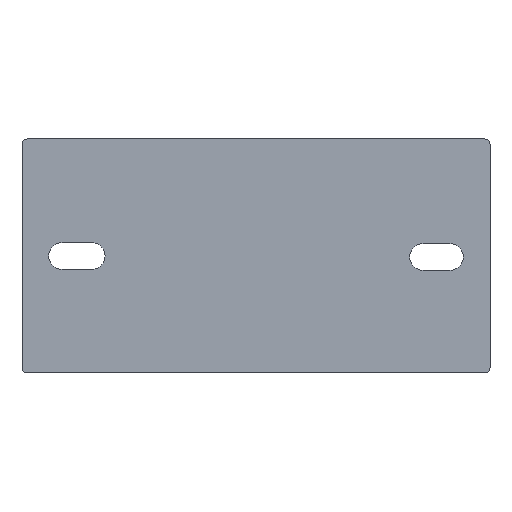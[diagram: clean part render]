
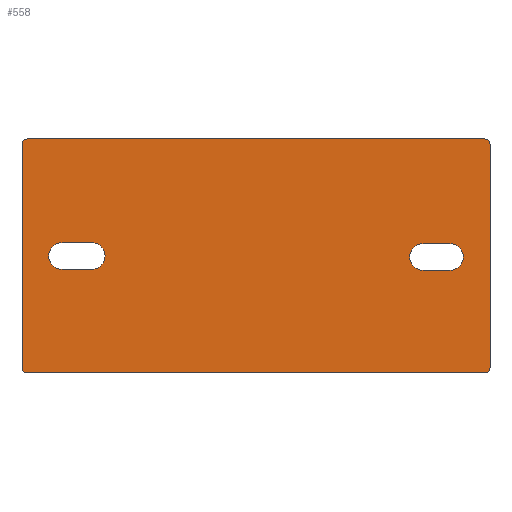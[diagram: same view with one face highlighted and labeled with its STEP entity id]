
A CAD part, front view. The second image highlights one B-rep face of the part: STEP entity #558.
In plain terms, the highlighted planar face has unit normal (0, -1, 0).
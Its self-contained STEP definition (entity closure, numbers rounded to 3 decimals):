
#2 = CARTESIAN_POINT ( 'NONE',  ( 0., 0., 0. ) ) ;
#9 = ORIENTED_EDGE ( 'NONE', *, *, #96, .T. ) ;
#12 = CARTESIAN_POINT ( 'NONE',  ( -70., 0., 33.5 ) ) ;
#19 = LINE ( 'NONE', #1164, #318 ) ;
#33 = LINE ( 'NONE', #519, #541 ) ;
#38 = ORIENTED_EDGE ( 'NONE', *, *, #222, .F. ) ;
#61 = DIRECTION ( 'NONE',  ( 0., 0., -1. ) ) ;
#64 = CARTESIAN_POINT ( 'NONE',  ( 50., 0., 3.73 ) ) ;
#70 = EDGE_CURVE ( 'NONE', #718, #740, #730, .T. ) ;
#82 = ORIENTED_EDGE ( 'NONE', *, *, #827, .T. ) ;
#87 = DIRECTION ( 'NONE',  ( 0., -1., 0. ) ) ;
#89 = DIRECTION ( 'NONE',  ( 0., 0., 1. ) ) ;
#94 = LINE ( 'NONE', #284, #818 ) ;
#96 = EDGE_CURVE ( 'NONE', #604, #670, #748, .T. ) ;
#104 = VERTEX_POINT ( 'NONE', #12 ) ;
#136 = CIRCLE ( 'NONE', #879, 1.5 ) ;
#139 = CARTESIAN_POINT ( 'NONE',  ( 70., 0., -35. ) ) ;
#147 = DIRECTION ( 'NONE',  ( -1., 0., 0. ) ) ;
#148 = CIRCLE ( 'NONE', #436, 4. ) ;
#150 = AXIS2_PLACEMENT_3D ( 'NONE', #1206, #647, #912 ) ;
#152 = VERTEX_POINT ( 'NONE', #771 ) ;
#156 = AXIS2_PLACEMENT_3D ( 'NONE', #281, #930, #831 ) ;
#171 = VERTEX_POINT ( 'NONE', #64 ) ;
#197 = DIRECTION ( 'NONE',  ( -1., 0., 0. ) ) ;
#205 = ORIENTED_EDGE ( 'NONE', *, *, #294, .T. ) ;
#207 = CARTESIAN_POINT ( 'NONE',  ( 70., 0., -33.5 ) ) ;
#215 = DIRECTION ( 'NONE',  ( 1., 0., 0. ) ) ;
#222 = EDGE_CURVE ( 'NONE', #152, #104, #1148, .T. ) ;
#229 = ORIENTED_EDGE ( 'NONE', *, *, #678, .F. ) ;
#246 = AXIS2_PLACEMENT_3D ( 'NONE', #2, #561, #770 ) ;
#269 = FACE_OUTER_BOUND ( 'NONE', #365, .T. ) ;
#273 = CARTESIAN_POINT ( 'NONE',  ( 68.5, 0., -33.5 ) ) ;
#278 = DIRECTION ( 'NONE',  ( 0., -1., 0. ) ) ;
#279 = CIRCLE ( 'NONE', #665, 4. ) ;
#280 = PLANE ( 'NONE',  #246 ) ;
#281 = CARTESIAN_POINT ( 'NONE',  ( -58., 0., 0. ) ) ;
#284 = CARTESIAN_POINT ( 'NONE',  ( 50., 0., 3.73 ) ) ;
#290 = DIRECTION ( 'NONE',  ( 0., -1., 0. ) ) ;
#294 = EDGE_CURVE ( 'NONE', #1000, #718, #33, .T. ) ;
#299 = LINE ( 'NONE', #491, #520 ) ;
#313 = VERTEX_POINT ( 'NONE', #609 ) ;
#315 = CIRCLE ( 'NONE', #738, 1.5 ) ;
#318 = VECTOR ( 'NONE', #1070, 1000. ) ;
#328 = VERTEX_POINT ( 'NONE', #795 ) ;
#331 = CARTESIAN_POINT ( 'NONE',  ( 58., 0., 3.73 ) ) ;
#338 = ORIENTED_EDGE ( 'NONE', *, *, #674, .T. ) ;
#360 = CARTESIAN_POINT ( 'NONE',  ( 68.5, 0., -35. ) ) ;
#365 = EDGE_LOOP ( 'NONE', ( #38, #1023, #833, #686, #1117, #9, #229, #411 ) ) ;
#406 = VECTOR ( 'NONE', #61, 1000. ) ;
#411 = ORIENTED_EDGE ( 'NONE', *, *, #1194, .T. ) ;
#418 = ORIENTED_EDGE ( 'NONE', *, *, #800, .T. ) ;
#434 = CARTESIAN_POINT ( 'NONE',  ( -58., 0., 4. ) ) ;
#436 = AXIS2_PLACEMENT_3D ( 'NONE', #474, #480, #1222 ) ;
#437 = CARTESIAN_POINT ( 'NONE',  ( 50., 0., -4.27 ) ) ;
#446 = DIRECTION ( 'NONE',  ( 0., 0., 1. ) ) ;
#459 = CARTESIAN_POINT ( 'NONE',  ( 70., 0., 33.5 ) ) ;
#471 = VERTEX_POINT ( 'NONE', #630 ) ;
#474 = CARTESIAN_POINT ( 'NONE',  ( 50., 0., -0.27 ) ) ;
#480 = DIRECTION ( 'NONE',  ( 0., 1., 0. ) ) ;
#486 = CARTESIAN_POINT ( 'NONE',  ( 58., 0., -0.27 ) ) ;
#488 = DIRECTION ( 'NONE',  ( 0., 0., 1. ) ) ;
#491 = CARTESIAN_POINT ( 'NONE',  ( -58., 0., -4. ) ) ;
#494 = LINE ( 'NONE', #867, #796 ) ;
#505 = ORIENTED_EDGE ( 'NONE', *, *, #70, .T. ) ;
#519 = CARTESIAN_POINT ( 'NONE',  ( -58., 0., 4. ) ) ;
#520 = VECTOR ( 'NONE', #197, 1000. ) ;
#525 = DIRECTION ( 'NONE',  ( 0., 0., 1. ) ) ;
#528 = VERTEX_POINT ( 'NONE', #331 ) ;
#530 = EDGE_CURVE ( 'NONE', #1191, #313, #626, .T. ) ;
#537 = ORIENTED_EDGE ( 'NONE', *, *, #951, .T. ) ;
#541 = VECTOR ( 'NONE', #215, 1000. ) ;
#558 = ADVANCED_FACE ( 'NONE', ( #1045, #269, #856 ), #280, .F. ) ;
#561 = DIRECTION ( 'NONE',  ( 0., 1., 0. ) ) ;
#563 = VECTOR ( 'NONE', #525, 1000. ) ;
#586 = EDGE_LOOP ( 'NONE', ( #338, #418, #82, #1075 ) ) ;
#604 = VERTEX_POINT ( 'NONE', #459 ) ;
#609 = CARTESIAN_POINT ( 'NONE',  ( 50., 0., -4.27 ) ) ;
#626 = LINE ( 'NONE', #437, #1094 ) ;
#630 = CARTESIAN_POINT ( 'NONE',  ( -58., 0., -4. ) ) ;
#631 = AXIS2_PLACEMENT_3D ( 'NONE', #764, #957, #488 ) ;
#647 = DIRECTION ( 'NONE',  ( 0., -1., 0. ) ) ;
#665 = AXIS2_PLACEMENT_3D ( 'NONE', #486, #860, #89 ) ;
#670 = VERTEX_POINT ( 'NONE', #834 ) ;
#674 = EDGE_CURVE ( 'NONE', #313, #171, #148, .T. ) ;
#678 = EDGE_CURVE ( 'NONE', #1170, #670, #19, .T. ) ;
#681 = VERTEX_POINT ( 'NONE', #207 ) ;
#686 = ORIENTED_EDGE ( 'NONE', *, *, #777, .T. ) ;
#690 = CARTESIAN_POINT ( 'NONE',  ( -70., 0., -35. ) ) ;
#691 = CIRCLE ( 'NONE', #156, 4. ) ;
#714 = EDGE_CURVE ( 'NONE', #1225, #328, #494, .T. ) ;
#718 = VERTEX_POINT ( 'NONE', #816 ) ;
#730 = CIRCLE ( 'NONE', #631, 4. ) ;
#738 = AXIS2_PLACEMENT_3D ( 'NONE', #871, #290, #978 ) ;
#740 = VERTEX_POINT ( 'NONE', #1002 ) ;
#748 = CIRCLE ( 'NONE', #150, 1.5 ) ;
#749 = CARTESIAN_POINT ( 'NONE',  ( 58., 0., -4.27 ) ) ;
#764 = CARTESIAN_POINT ( 'NONE',  ( -49.167, 0., 0. ) ) ;
#770 = DIRECTION ( 'NONE',  ( 0., 0., 1. ) ) ;
#771 = CARTESIAN_POINT ( 'NONE',  ( -70., 0., -33.5 ) ) ;
#777 = EDGE_CURVE ( 'NONE', #1225, #681, #931, .T. ) ;
#795 = CARTESIAN_POINT ( 'NONE',  ( -68.5, 0., -35. ) ) ;
#796 = VECTOR ( 'NONE', #1196, 1000. ) ;
#800 = EDGE_CURVE ( 'NONE', #171, #528, #94, .T. ) ;
#816 = CARTESIAN_POINT ( 'NONE',  ( -49.167, 0., 4. ) ) ;
#818 = VECTOR ( 'NONE', #1123, 1000. ) ;
#827 = EDGE_CURVE ( 'NONE', #528, #1191, #279, .T. ) ;
#831 = DIRECTION ( 'NONE',  ( 0., 0., 1. ) ) ;
#833 = ORIENTED_EDGE ( 'NONE', *, *, #714, .F. ) ;
#834 = CARTESIAN_POINT ( 'NONE',  ( 68.5, 0., 35. ) ) ;
#856 = FACE_BOUND ( 'NONE', #586, .T. ) ;
#859 = ORIENTED_EDGE ( 'NONE', *, *, #1154, .T. ) ;
#860 = DIRECTION ( 'NONE',  ( 0., 1., 0. ) ) ;
#867 = CARTESIAN_POINT ( 'NONE',  ( -70., 0., -35. ) ) ;
#871 = CARTESIAN_POINT ( 'NONE',  ( -68.5, 0., -33.5 ) ) ;
#879 = AXIS2_PLACEMENT_3D ( 'NONE', #1028, #87, #446 ) ;
#912 = DIRECTION ( 'NONE',  ( 0., 0., 1. ) ) ;
#922 = EDGE_CURVE ( 'NONE', #152, #328, #315, .T. ) ;
#930 = DIRECTION ( 'NONE',  ( 0., 1., 0. ) ) ;
#931 = CIRCLE ( 'NONE', #1205, 1.5 ) ;
#942 = CARTESIAN_POINT ( 'NONE',  ( -68.5, 0., 35. ) ) ;
#951 = EDGE_CURVE ( 'NONE', #740, #471, #299, .T. ) ;
#957 = DIRECTION ( 'NONE',  ( 0., 1., 0. ) ) ;
#978 = DIRECTION ( 'NONE',  ( 0., 0., 1. ) ) ;
#995 = LINE ( 'NONE', #139, #406 ) ;
#1000 = VERTEX_POINT ( 'NONE', #434 ) ;
#1002 = CARTESIAN_POINT ( 'NONE',  ( -49.167, 0., -4. ) ) ;
#1023 = ORIENTED_EDGE ( 'NONE', *, *, #922, .T. ) ;
#1028 = CARTESIAN_POINT ( 'NONE',  ( -68.5, 0., 33.5 ) ) ;
#1045 = FACE_BOUND ( 'NONE', #1163, .T. ) ;
#1054 = EDGE_CURVE ( 'NONE', #604, #681, #995, .T. ) ;
#1070 = DIRECTION ( 'NONE',  ( 1., 0., 0. ) ) ;
#1075 = ORIENTED_EDGE ( 'NONE', *, *, #530, .T. ) ;
#1094 = VECTOR ( 'NONE', #147, 1000. ) ;
#1117 = ORIENTED_EDGE ( 'NONE', *, *, #1054, .F. ) ;
#1123 = DIRECTION ( 'NONE',  ( 1., 0., 0. ) ) ;
#1148 = LINE ( 'NONE', #690, #563 ) ;
#1154 = EDGE_CURVE ( 'NONE', #471, #1000, #691, .T. ) ;
#1163 = EDGE_LOOP ( 'NONE', ( #859, #205, #505, #537 ) ) ;
#1164 = CARTESIAN_POINT ( 'NONE',  ( -70., 0., 35. ) ) ;
#1170 = VERTEX_POINT ( 'NONE', #942 ) ;
#1191 = VERTEX_POINT ( 'NONE', #749 ) ;
#1194 = EDGE_CURVE ( 'NONE', #1170, #104, #136, .T. ) ;
#1196 = DIRECTION ( 'NONE',  ( -1., 0., 0. ) ) ;
#1205 = AXIS2_PLACEMENT_3D ( 'NONE', #273, #278, #1216 ) ;
#1206 = CARTESIAN_POINT ( 'NONE',  ( 68.5, 0., 33.5 ) ) ;
#1216 = DIRECTION ( 'NONE',  ( 0., 0., 1. ) ) ;
#1222 = DIRECTION ( 'NONE',  ( 0., 0., 1. ) ) ;
#1225 = VERTEX_POINT ( 'NONE', #360 ) ;
